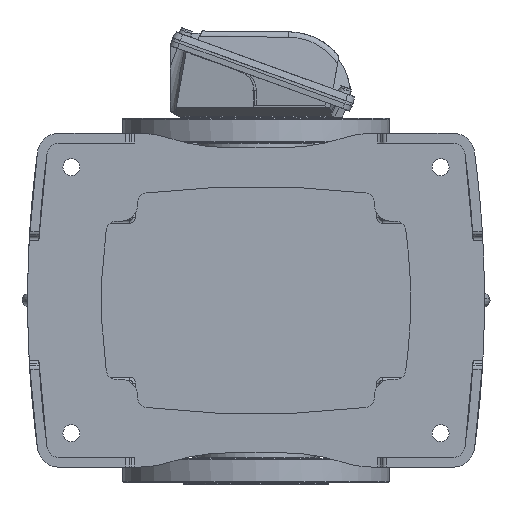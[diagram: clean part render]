
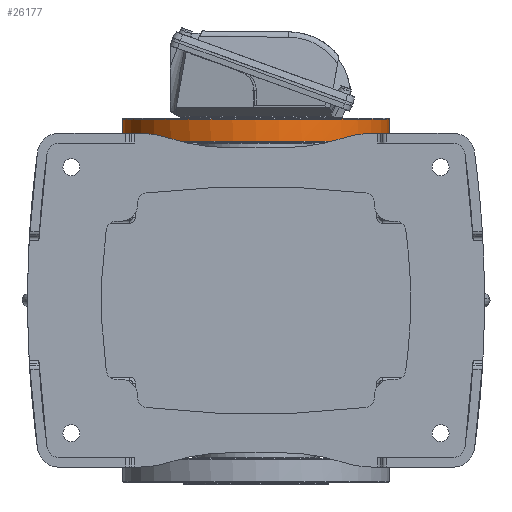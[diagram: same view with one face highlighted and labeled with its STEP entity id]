
A CAD part, front view. The second image highlights one B-rep face of the part: STEP entity #26177.
In plain terms, the highlighted cylindrical face has radius 137.5 mm (diameter 275 mm), a partial arc.
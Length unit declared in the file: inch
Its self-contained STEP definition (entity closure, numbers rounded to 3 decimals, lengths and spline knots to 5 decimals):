
#550 = CARTESIAN_POINT ( 'NONE',  ( -7.40157, 7.125, 5.41339 ) ) ;
#3333 = CARTESIAN_POINT ( 'NONE',  ( -7.3622, 7.125, 5.41339 ) ) ;
#6892 = CARTESIAN_POINT ( 'NONE',  ( -6.45669, 7.125, -5.41339 ) ) ;
#8906 = DIRECTION ( 'NONE',  ( 1., 0., 0. ) ) ;
#8960 = DIRECTION ( 'NONE',  ( 0., 0., -1. ) ) ;
#9816 = DIRECTION ( 'NONE',  ( 0., -0.007, -1. ) ) ;
#12425 = DIRECTION ( 'NONE',  ( 1., 0., 0. ) ) ;
#12828 = AXIS2_PLACEMENT_3D ( 'NONE', #69874, #90012, #8960 ) ;
#13996 = ORIENTED_EDGE ( 'NONE', *, *, #24914, .T. ) ;
#15255 = EDGE_CURVE ( 'NONE', #105846, #116358, #120266, .T. ) ;
#16930 = EDGE_CURVE ( 'NONE', #34004, #116358, #40025, .T. ) ;
#19053 = VECTOR ( 'NONE', #97916, 39.37008 ) ;
#21924 = ORIENTED_EDGE ( 'NONE', *, *, #15255, .T. ) ;
#23523 = ORIENTED_EDGE ( 'NONE', *, *, #87384, .F. ) ;
#24914 = EDGE_CURVE ( 'NONE', #72350, #105846, #118314, .T. ) ;
#26177 = ADVANCED_FACE ( 'NONE', ( #79629 ), #78985, .T. ) ;
#28641 = DIRECTION ( 'NONE',  ( 1., 0., 0. ) ) ;
#31214 = DIRECTION ( 'NONE',  ( 0., 0., -1. ) ) ;
#32449 = DIRECTION ( 'NONE',  ( 1., 0., 0. ) ) ;
#33739 = DIRECTION ( 'NONE',  ( 0., -0.007, -1. ) ) ;
#34004 = VERTEX_POINT ( 'NONE', #51750 ) ;
#36838 = EDGE_CURVE ( 'NONE', #102545, #72350, #82174, .T. ) ;
#39610 = CARTESIAN_POINT ( 'NONE',  ( -6.45669, 7.125, 0. ) ) ;
#40025 = CIRCLE ( 'NONE', #73223, 5.41339 ) ;
#43353 = ORIENTED_EDGE ( 'NONE', *, *, #16930, .F. ) ;
#44111 = CARTESIAN_POINT ( 'NONE',  ( -7.40157, 7.125, -5.41339 ) ) ;
#47917 = ORIENTED_EDGE ( 'NONE', *, *, #48455, .F. ) ;
#48455 = EDGE_CURVE ( 'NONE', #60663, #34004, #99781, .T. ) ;
#50004 = AXIS2_PLACEMENT_3D ( 'NONE', #92186, #32449, #33739 ) ;
#51750 = CARTESIAN_POINT ( 'NONE',  ( -6.45669, 7.08957, -5.41327 ) ) ;
#60663 = VERTEX_POINT ( 'NONE', #94668 ) ;
#69874 = CARTESIAN_POINT ( 'NONE',  ( -7.40157, 7.125, 0. ) ) ;
#72350 = VERTEX_POINT ( 'NONE', #85512 ) ;
#73223 = AXIS2_PLACEMENT_3D ( 'NONE', #39610, #28641, #9816 ) ;
#78847 = AXIS2_PLACEMENT_3D ( 'NONE', #90951, #12425, #31214 ) ;
#78985 = CYLINDRICAL_SURFACE ( 'NONE', #12828, 5.41339 ) ;
#79629 = FACE_OUTER_BOUND ( 'NONE', #95586, .T. ) ;
#81299 = DIRECTION ( 'NONE',  ( 1., 0., 0. ) ) ;
#82174 = CIRCLE ( 'NONE', #88386, 5.41339 ) ;
#83440 = VECTOR ( 'NONE', #81299, 39.37008 ) ;
#85512 = CARTESIAN_POINT ( 'NONE',  ( -7.3622, 7.07467, 5.41315 ) ) ;
#86809 = CARTESIAN_POINT ( 'NONE',  ( -7.3622, 7.125, 0. ) ) ;
#87384 = EDGE_CURVE ( 'NONE', #102545, #60663, #127143, .T. ) ;
#88386 = AXIS2_PLACEMENT_3D ( 'NONE', #86809, #8906, #99052 ) ;
#90012 = DIRECTION ( 'NONE',  ( 1., 0., 0. ) ) ;
#90951 = CARTESIAN_POINT ( 'NONE',  ( -7.3622, 7.125, 0. ) ) ;
#92186 = CARTESIAN_POINT ( 'NONE',  ( -6.45669, 7.125, 0. ) ) ;
#94668 = CARTESIAN_POINT ( 'NONE',  ( -6.45669, 7.125, 5.41339 ) ) ;
#95586 = EDGE_LOOP ( 'NONE', ( #23523, #117980, #13996, #21924, #43353, #47917 ) ) ;
#97916 = DIRECTION ( 'NONE',  ( 1., 0., 0. ) ) ;
#99052 = DIRECTION ( 'NONE',  ( 0., 0., -1. ) ) ;
#99781 = CIRCLE ( 'NONE', #50004, 5.41339 ) ;
#102545 = VERTEX_POINT ( 'NONE', #3333 ) ;
#105846 = VERTEX_POINT ( 'NONE', #128051 ) ;
#116358 = VERTEX_POINT ( 'NONE', #6892 ) ;
#117980 = ORIENTED_EDGE ( 'NONE', *, *, #36838, .T. ) ;
#118314 = CIRCLE ( 'NONE', #78847, 5.41339 ) ;
#120266 = LINE ( 'NONE', #44111, #83440 ) ;
#127143 = LINE ( 'NONE', #550, #19053 ) ;
#128051 = CARTESIAN_POINT ( 'NONE',  ( -7.3622, 7.125, -5.41339 ) ) ;
